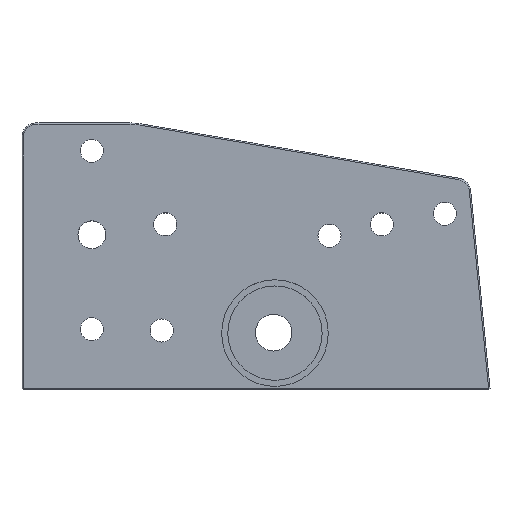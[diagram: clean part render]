
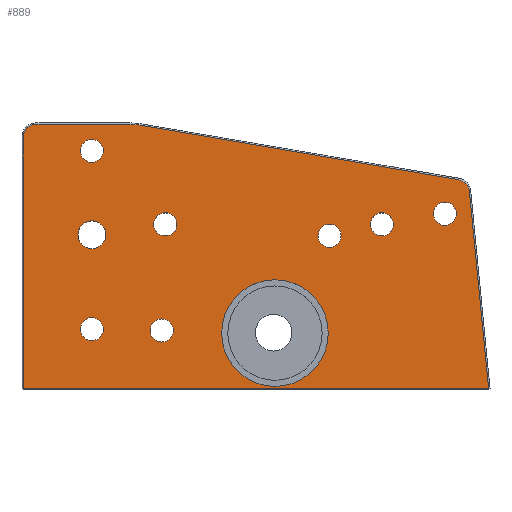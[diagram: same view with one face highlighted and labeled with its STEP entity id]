
A CAD part, top view. The second image highlights one B-rep face of the part: STEP entity #889.
In plain terms, the highlighted planar face has unit normal (0, 0, 1).
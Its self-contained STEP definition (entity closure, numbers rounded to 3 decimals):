
#53=FACE_BOUND('',#155,.T.);
#54=FACE_BOUND('',#156,.T.);
#55=FACE_BOUND('',#157,.T.);
#56=FACE_BOUND('',#158,.T.);
#57=FACE_BOUND('',#159,.T.);
#58=FACE_BOUND('',#160,.T.);
#59=FACE_BOUND('',#161,.T.);
#60=FACE_BOUND('',#162,.T.);
#61=FACE_BOUND('',#163,.T.);
#65=PLANE('',#988);
#89=FACE_OUTER_BOUND('',#154,.T.);
#154=EDGE_LOOP('',(#644,#645,#646,#647,#648,#649,#650,#651));
#155=EDGE_LOOP('',(#652));
#156=EDGE_LOOP('',(#653));
#157=EDGE_LOOP('',(#654));
#158=EDGE_LOOP('',(#655));
#159=EDGE_LOOP('',(#656));
#160=EDGE_LOOP('',(#657));
#161=EDGE_LOOP('',(#658));
#162=EDGE_LOOP('',(#659));
#163=EDGE_LOOP('',(#660));
#219=LINE('',#1432,#294);
#220=LINE('',#1434,#295);
#221=LINE('',#1438,#296);
#222=LINE('',#1442,#297);
#223=LINE('',#1445,#298);
#294=VECTOR('',#1137,10.);
#295=VECTOR('',#1138,10.);
#296=VECTOR('',#1141,10.);
#297=VECTOR('',#1144,10.);
#298=VECTOR('',#1147,10.);
#365=CIRCLE('',#973,7.625);
#378=CIRCLE('',#989,1.8);
#379=CIRCLE('',#990,9.8);
#380=CIRCLE('',#991,1.8);
#381=CIRCLE('',#992,1.65);
#382=CIRCLE('',#993,1.65);
#383=CIRCLE('',#994,1.65);
#384=CIRCLE('',#995,1.65);
#385=CIRCLE('',#996,1.65);
#386=CIRCLE('',#997,1.65);
#387=CIRCLE('',#998,2.);
#388=CIRCLE('',#999,1.65);
#415=VERTEX_POINT('',#1390);
#433=VERTEX_POINT('',#1430);
#434=VERTEX_POINT('',#1431);
#435=VERTEX_POINT('',#1433);
#436=VERTEX_POINT('',#1435);
#437=VERTEX_POINT('',#1437);
#438=VERTEX_POINT('',#1439);
#439=VERTEX_POINT('',#1441);
#440=VERTEX_POINT('',#1443);
#441=VERTEX_POINT('',#1446);
#442=VERTEX_POINT('',#1448);
#443=VERTEX_POINT('',#1450);
#444=VERTEX_POINT('',#1452);
#445=VERTEX_POINT('',#1454);
#446=VERTEX_POINT('',#1456);
#447=VERTEX_POINT('',#1458);
#448=VERTEX_POINT('',#1460);
#492=EDGE_CURVE('',#415,#415,#365,.T.);
#511=EDGE_CURVE('',#433,#434,#219,.T.);
#512=EDGE_CURVE('',#435,#434,#220,.T.);
#513=EDGE_CURVE('',#436,#435,#378,.T.);
#514=EDGE_CURVE('',#437,#436,#221,.T.);
#515=EDGE_CURVE('',#438,#437,#379,.T.);
#516=EDGE_CURVE('',#439,#438,#222,.T.);
#517=EDGE_CURVE('',#440,#439,#380,.T.);
#518=EDGE_CURVE('',#433,#440,#223,.T.);
#519=EDGE_CURVE('',#441,#441,#381,.T.);
#520=EDGE_CURVE('',#442,#442,#382,.T.);
#521=EDGE_CURVE('',#443,#443,#383,.T.);
#522=EDGE_CURVE('',#444,#444,#384,.T.);
#523=EDGE_CURVE('',#445,#445,#385,.T.);
#524=EDGE_CURVE('',#446,#446,#386,.T.);
#525=EDGE_CURVE('',#447,#447,#387,.T.);
#526=EDGE_CURVE('',#448,#448,#388,.T.);
#644=ORIENTED_EDGE('',*,*,#511,.T.);
#645=ORIENTED_EDGE('',*,*,#512,.F.);
#646=ORIENTED_EDGE('',*,*,#513,.F.);
#647=ORIENTED_EDGE('',*,*,#514,.F.);
#648=ORIENTED_EDGE('',*,*,#515,.F.);
#649=ORIENTED_EDGE('',*,*,#516,.F.);
#650=ORIENTED_EDGE('',*,*,#517,.F.);
#651=ORIENTED_EDGE('',*,*,#518,.F.);
#652=ORIENTED_EDGE('',*,*,#492,.T.);
#653=ORIENTED_EDGE('',*,*,#519,.T.);
#654=ORIENTED_EDGE('',*,*,#520,.T.);
#655=ORIENTED_EDGE('',*,*,#521,.F.);
#656=ORIENTED_EDGE('',*,*,#522,.F.);
#657=ORIENTED_EDGE('',*,*,#523,.F.);
#658=ORIENTED_EDGE('',*,*,#524,.F.);
#659=ORIENTED_EDGE('',*,*,#525,.F.);
#660=ORIENTED_EDGE('',*,*,#526,.F.);
#889=ADVANCED_FACE('',(#89,#53,#54,#55,#56,#57,#58,#59,#60,#61),#65,.T.);
#973=AXIS2_PLACEMENT_3D('',#1391,#1099,#1100);
#988=AXIS2_PLACEMENT_3D('',#1429,#1135,#1136);
#989=AXIS2_PLACEMENT_3D('',#1436,#1139,#1140);
#990=AXIS2_PLACEMENT_3D('',#1440,#1142,#1143);
#991=AXIS2_PLACEMENT_3D('',#1444,#1145,#1146);
#992=AXIS2_PLACEMENT_3D('',#1447,#1148,#1149);
#993=AXIS2_PLACEMENT_3D('',#1449,#1150,#1151);
#994=AXIS2_PLACEMENT_3D('',#1451,#1152,#1153);
#995=AXIS2_PLACEMENT_3D('',#1453,#1154,#1155);
#996=AXIS2_PLACEMENT_3D('',#1455,#1156,#1157);
#997=AXIS2_PLACEMENT_3D('',#1457,#1158,#1159);
#998=AXIS2_PLACEMENT_3D('',#1459,#1160,#1161);
#999=AXIS2_PLACEMENT_3D('',#1461,#1162,#1163);
#1099=DIRECTION('center_axis',(0.,0.,-1.));
#1100=DIRECTION('ref_axis',(-1.,0.,0.));
#1135=DIRECTION('center_axis',(0.,0.,1.));
#1136=DIRECTION('ref_axis',(1.,0.,0.));
#1137=DIRECTION('',(1.,0.,0.));
#1138=DIRECTION('',(0.097,-0.995,0.));
#1139=DIRECTION('center_axis',(0.,0.,-1.));
#1140=DIRECTION('ref_axis',(0.732,0.681,0.));
#1141=DIRECTION('',(0.986,-0.169,0.));
#1142=DIRECTION('center_axis',(0.,0.,-1.));
#1143=DIRECTION('ref_axis',(0.085,0.996,0.));
#1144=DIRECTION('',(1.,0.,0.));
#1145=DIRECTION('center_axis',(0.,0.,-1.));
#1146=DIRECTION('ref_axis',(-0.707,0.707,0.));
#1147=DIRECTION('',(0.,1.,0.));
#1148=DIRECTION('center_axis',(0.,0.,-1.));
#1149=DIRECTION('ref_axis',(-1.,0.,0.));
#1150=DIRECTION('center_axis',(0.,0.,-1.));
#1151=DIRECTION('ref_axis',(-1.,0.,0.));
#1152=DIRECTION('center_axis',(0.,0.,1.));
#1153=DIRECTION('ref_axis',(1.,0.,0.));
#1154=DIRECTION('center_axis',(0.,0.,1.));
#1155=DIRECTION('ref_axis',(1.,0.,0.));
#1156=DIRECTION('center_axis',(0.,0.,1.));
#1157=DIRECTION('ref_axis',(1.,0.,0.));
#1158=DIRECTION('center_axis',(0.,0.,1.));
#1159=DIRECTION('ref_axis',(1.,0.,0.));
#1160=DIRECTION('center_axis',(0.,0.,1.));
#1161=DIRECTION('ref_axis',(1.,0.,0.));
#1162=DIRECTION('center_axis',(0.,0.,1.));
#1163=DIRECTION('ref_axis',(1.,0.,0.));
#1390=CARTESIAN_POINT('',(7.816,-0.066,3.175));
#1391=CARTESIAN_POINT('Origin',(0.191,-0.066,3.175));
#1429=CARTESIAN_POINT('Origin',(-1.498,-2.,3.175));
#1430=CARTESIAN_POINT('',(-35.8,-8.05,3.175));
#1431=CARTESIAN_POINT('',(30.76,-8.05,3.175));
#1432=CARTESIAN_POINT('',(16.193,-8.05,3.175));
#1433=CARTESIAN_POINT('',(27.998,20.284,3.175));
#1434=CARTESIAN_POINT('',(31.338,-13.981,3.175));
#1435=CARTESIAN_POINT('',(26.51,21.883,3.175));
#1436=CARTESIAN_POINT('Origin',(26.206,20.109,3.175));
#1437=CARTESIAN_POINT('',(-18.928,29.66,3.175));
#1438=CARTESIAN_POINT('',(15.642,23.743,3.175));
#1439=CARTESIAN_POINT('',(-20.582,29.8,3.175));
#1440=CARTESIAN_POINT('Origin',(-20.582,20.,3.175));
#1441=CARTESIAN_POINT('',(-34.,29.8,3.175));
#1442=CARTESIAN_POINT('',(-10.615,29.8,3.175));
#1443=CARTESIAN_POINT('',(-35.8,28.,3.175));
#1444=CARTESIAN_POINT('Origin',(-34.,28.,3.175));
#1445=CARTESIAN_POINT('',(-35.8,14.,3.175));
#1446=CARTESIAN_POINT('',(9.65,13.856,3.175));
#1447=CARTESIAN_POINT('Origin',(8.,13.856,3.175));
#1448=CARTESIAN_POINT('',(-14.347,0.308,3.175));
#1449=CARTESIAN_POINT('Origin',(-15.997,0.308,3.175));
#1450=CARTESIAN_POINT('',(22.85,17.,3.175));
#1451=CARTESIAN_POINT('Origin',(24.5,17.,3.175));
#1452=CARTESIAN_POINT('',(-17.15,15.5,3.175));
#1453=CARTESIAN_POINT('Origin',(-15.5,15.5,3.175));
#1454=CARTESIAN_POINT('',(-27.65,0.5,3.175));
#1455=CARTESIAN_POINT('Origin',(-26.,0.5,3.175));
#1456=CARTESIAN_POINT('',(-27.65,26.,3.175));
#1457=CARTESIAN_POINT('Origin',(-26.,26.,3.175));
#1458=CARTESIAN_POINT('',(-28.,14.,3.175));
#1459=CARTESIAN_POINT('Origin',(-26.,14.,3.175));
#1460=CARTESIAN_POINT('',(13.85,15.5,3.175));
#1461=CARTESIAN_POINT('Origin',(15.5,15.5,3.175));
